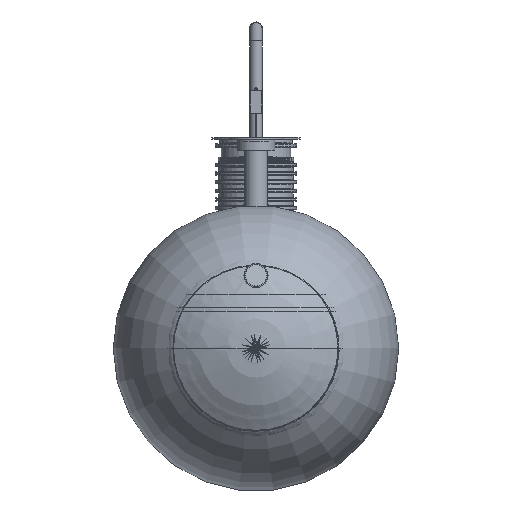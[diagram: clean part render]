
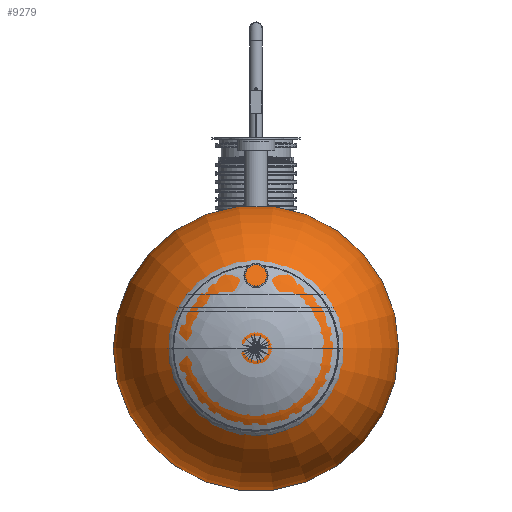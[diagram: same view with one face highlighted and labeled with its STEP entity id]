
A CAD part, front view. The second image highlights one B-rep face of the part: STEP entity #9279.
In plain terms, the highlighted toroidal (fillet/blend) face has major radius 2.49 mm and minor radius 1280 mm.
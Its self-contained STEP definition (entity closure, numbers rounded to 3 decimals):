
#1570=VERTEX_LOOP('',#5818);
#1572=CIRCLE('',#10422,736.783);
#2168=ORIENTED_EDGE('',*,*,#4600,.F.);
#2169=ORIENTED_EDGE('',*,*,#4601,.T.);
#4600=EDGE_CURVE('',#5816,#5817,#6749,.T.);
#4601=EDGE_CURVE('',#5816,#5817,#1572,.T.);
#5816=VERTEX_POINT('',#14728);
#5817=VERTEX_POINT('',#14729);
#5818=VERTEX_POINT('',#14731);
#6749=B_SPLINE_CURVE_WITH_KNOTS('',3,(#14669,#14670,#14671,#14672,#14673,
#14674,#14675,#14676,#14677,#14678,#14679,#14680,#14681,#14682,#14683,#14684,
#14685,#14686,#14687,#14688,#14689,#14690,#14691,#14692,#14693,#14694,#14695,
#14696,#14697,#14698,#14699,#14700,#14701,#14702,#14703,#14704,#14705,#14706,
#14707,#14708,#14709,#14710,#14711,#14712,#14713,#14714,#14715,#14716,#14717,
#14718,#14719,#14720,#14721,#14722,#14723,#14724,#14725,#14726,#14727),
 .UNSPECIFIED.,.F.,.F.,(4,1,1,1,1,1,1,1,1,1,1,1,1,1,1,1,1,1,1,1,1,1,1,1,
1,1,1,1,1,1,1,1,1,1,1,1,1,1,1,1,1,1,1,1,1,1,1,1,1,1,1,1,1,1,1,1,4),(0.,
0.018,0.026,0.035,0.044,
0.053,0.062,0.07,0.079,
0.088,0.106,0.114,0.123,
0.141,0.15,0.158,0.167,
0.176,0.193,0.202,0.211,
0.22,0.229,0.237,0.246,
0.255,0.264,0.273,0.281,
0.29,0.299,0.308,0.317,
0.325,0.334,0.343,0.352,
0.361,0.369,0.378,0.387,
0.396,0.405,0.413,0.422,
0.431,0.44,0.449,0.457,
0.475,0.484,0.492,0.51,
0.528,0.536,0.545,0.563),
 .UNSPECIFIED.);
#7045=EDGE_LOOP('',(#2168,#2169));
#8160=FACE_BOUND('',#7045,.T.);
#8161=FACE_BOUND('',#1570,.T.);
#9277=DEGENERATE_TOROIDAL_SURFACE('',#10421,2.49,1280.,.T.);
#9279=ADVANCED_FACE('',(#8160,#8161),#9277,.F.);
#10421=AXIS2_PLACEMENT_3D('',#14668,#11737,#11738);
#10422=AXIS2_PLACEMENT_3D('',#14730,#11739,#11740);
#11737=DIRECTION('',(0.,0.,-1.));
#11738=DIRECTION('',(-1.,0.,0.));
#11739=DIRECTION('',(0.,0.,-1.));
#11740=DIRECTION('',(-1.,0.,0.));
#14668=CARTESIAN_POINT('',(2.497,0.,-997.188));
#14669=CARTESIAN_POINT('',(55.363,734.883,51.246));
#14670=CARTESIAN_POINT('',(60.17,731.89,53.096));
#14671=CARTESIAN_POINT('',(66.796,726.921,56.158));
#14672=CARTESIAN_POINT('',(74.594,719.452,60.739));
#14673=CARTESIAN_POINT('',(79.945,713.43,64.42));
#14674=CARTESIAN_POINT('',(84.776,707.019,68.325));
#14675=CARTESIAN_POINT('',(88.99,700.39,72.347));
#14676=CARTESIAN_POINT('',(92.642,693.519,76.501));
#14677=CARTESIAN_POINT('',(95.736,686.421,80.774));
#14678=CARTESIAN_POINT('',(98.278,679.082,85.175));
#14679=CARTESIAN_POINT('',(100.862,669.216,91.066));
#14680=CARTESIAN_POINT('',(102.299,659.199,97.011));
#14681=CARTESIAN_POINT('',(102.59,649.019,103.014));
#14682=CARTESIAN_POINT('',(102.095,638.788,109.024));
#14683=CARTESIAN_POINT('',(100.45,628.774,114.869));
#14684=CARTESIAN_POINT('',(97.651,618.926,120.584));
#14685=CARTESIAN_POINT('',(94.954,611.63,124.801));
#14686=CARTESIAN_POINT('',(91.637,604.449,128.937));
#14687=CARTESIAN_POINT('',(86.496,595.3,134.187));
#14688=CARTESIAN_POINT('',(80.253,586.717,139.086));
#14689=CARTESIAN_POINT('',(72.832,578.755,143.61));
#14690=CARTESIAN_POINT('',(66.641,573.132,146.795));
#14691=CARTESIAN_POINT('',(60.038,568.072,149.653));
#14692=CARTESIAN_POINT('',(52.974,563.538,152.209));
#14693=CARTESIAN_POINT('',(45.464,559.564,154.444));
#14694=CARTESIAN_POINT('',(37.406,556.154,156.358));
#14695=CARTESIAN_POINT('',(29.089,553.469,157.863));
#14696=CARTESIAN_POINT('',(20.579,551.519,158.955));
#14697=CARTESIAN_POINT('',(11.87,550.308,159.633));
#14698=CARTESIAN_POINT('',(2.905,549.868,159.879));
#14699=CARTESIAN_POINT('',(-5.938,550.227,159.678));
#14700=CARTESIAN_POINT('',(-14.665,551.352,159.049));
#14701=CARTESIAN_POINT('',(-23.323,553.255,157.983));
#14702=CARTESIAN_POINT('',(-31.714,555.899,156.501));
#14703=CARTESIAN_POINT('',(-39.694,559.201,154.648));
#14704=CARTESIAN_POINT('',(-47.326,563.153,152.426));
#14705=CARTESIAN_POINT('',(-54.576,567.74,149.841));
#14706=CARTESIAN_POINT('',(-61.246,572.801,146.982));
#14707=CARTESIAN_POINT('',(-67.402,578.327,143.852));
#14708=CARTESIAN_POINT('',(-73.071,584.335,140.44));
#14709=CARTESIAN_POINT('',(-78.145,590.683,136.822));
#14710=CARTESIAN_POINT('',(-82.615,597.303,133.037));
#14711=CARTESIAN_POINT('',(-86.511,604.19,129.086));
#14712=CARTESIAN_POINT('',(-89.853,611.371,124.951));
#14713=CARTESIAN_POINT('',(-92.581,618.692,120.72));
#14714=CARTESIAN_POINT('',(-94.708,626.106,116.418));
#14715=CARTESIAN_POINT('',(-96.252,633.619,112.041));
#14716=CARTESIAN_POINT('',(-97.218,641.235,107.586));
#14717=CARTESIAN_POINT('',(-97.595,648.931,103.066));
#14718=CARTESIAN_POINT('',(-97.315,659.074,97.084));
#14719=CARTESIAN_POINT('',(-95.893,669.103,91.133));
#14720=CARTESIAN_POINT('',(-93.305,679.017,85.213));
#14721=CARTESIAN_POINT('',(-89.919,688.807,79.343));
#14722=CARTESIAN_POINT('',(-84.332,700.406,72.346));
#14723=CARTESIAN_POINT('',(-76.881,711.237,65.761));
#14724=CARTESIAN_POINT('',(-69.683,719.371,60.789));
#14725=CARTESIAN_POINT('',(-61.84,726.893,56.176));
#14726=CARTESIAN_POINT('',(-55.186,731.884,53.1));
#14727=CARTESIAN_POINT('',(-50.369,734.883,51.246));
#14728=CARTESIAN_POINT('',(55.363,734.883,51.246));
#14729=CARTESIAN_POINT('',(-50.369,734.883,51.246));
#14730=CARTESIAN_POINT('',(2.497,0.,51.246));
#14731=CARTESIAN_POINT('',(2.497,0.,282.809));
